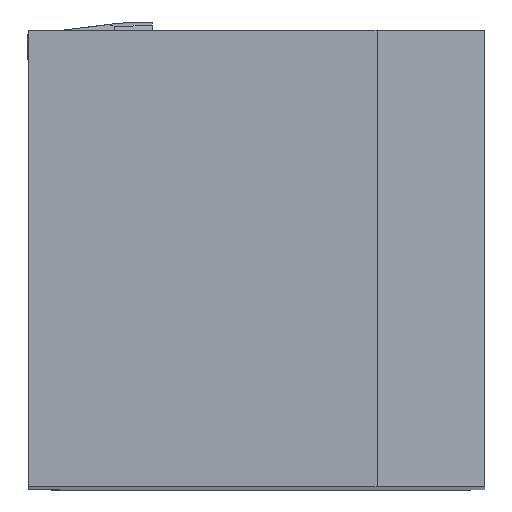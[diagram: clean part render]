
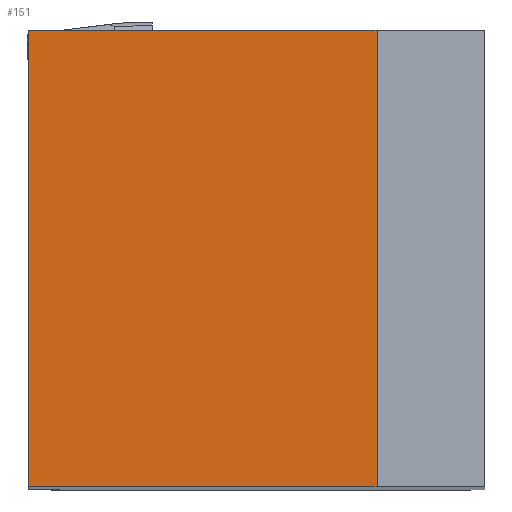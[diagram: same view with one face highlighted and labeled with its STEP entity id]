
A CAD part, top view. The second image highlights one B-rep face of the part: STEP entity #151.
In plain terms, the highlighted planar face has unit normal (0, 0, 1).
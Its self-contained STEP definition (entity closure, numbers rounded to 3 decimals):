
#151=ADVANCED_FACE('',(#218),#183,.T.);
#183=PLANE('',#931);
#218=FACE_OUTER_BOUND('',#261,.T.);
#261=EDGE_LOOP('',(#427,#428,#429,#430));
#427=ORIENTED_EDGE('',*,*,#629,.T.);
#428=ORIENTED_EDGE('',*,*,#632,.T.);
#429=ORIENTED_EDGE('',*,*,#618,.T.);
#430=ORIENTED_EDGE('',*,*,#624,.T.);
#528=VERTEX_POINT('',#1341);
#529=VERTEX_POINT('',#1343);
#533=VERTEX_POINT('',#1353);
#536=VERTEX_POINT('',#1362);
#618=EDGE_CURVE('',#529,#528,#704,.T.);
#624=EDGE_CURVE('',#528,#533,#710,.T.);
#629=EDGE_CURVE('',#533,#536,#715,.T.);
#632=EDGE_CURVE('',#536,#529,#718,.T.);
#704=LINE('',#1342,#790);
#710=LINE('',#1354,#796);
#715=LINE('',#1363,#801);
#718=LINE('',#1368,#804);
#790=VECTOR('',#1094,1.);
#796=VECTOR('',#1102,1.);
#801=VECTOR('',#1109,1.);
#804=VECTOR('',#1116,1.);
#931=AXIS2_PLACEMENT_3D('',#1369,#1117,#1118);
#1094=DIRECTION('',(-1.,0.,0.));
#1102=DIRECTION('',(0.,-1.,0.));
#1109=DIRECTION('',(1.,0.,0.));
#1116=DIRECTION('',(0.,1.,0.));
#1117=DIRECTION('',(0.,0.,1.));
#1118=DIRECTION('',(-1.,0.,0.));
#1341=CARTESIAN_POINT('',(0.,12.7,0.));
#1342=CARTESIAN_POINT('',(12.7,12.7,0.));
#1343=CARTESIAN_POINT('',(9.7,12.7,0.));
#1353=CARTESIAN_POINT('',(0.,0.,0.));
#1354=CARTESIAN_POINT('',(0.,12.7,0.));
#1362=CARTESIAN_POINT('',(9.7,0.,0.));
#1363=CARTESIAN_POINT('',(0.,0.,0.));
#1368=CARTESIAN_POINT('',(9.7,12.7,0.));
#1369=CARTESIAN_POINT('',(0.,12.7,0.));
